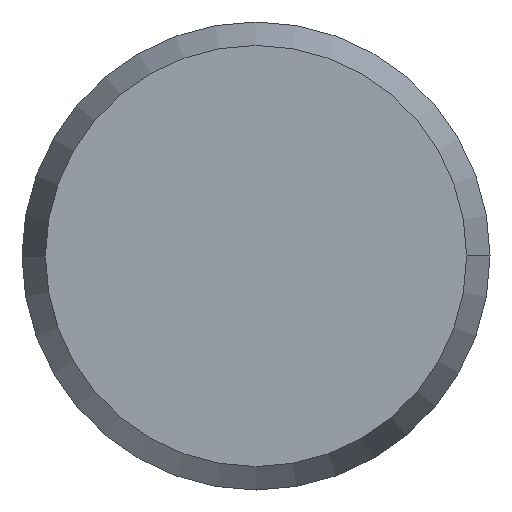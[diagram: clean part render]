
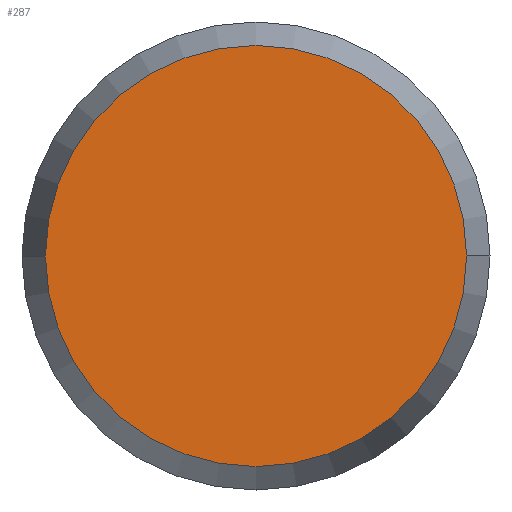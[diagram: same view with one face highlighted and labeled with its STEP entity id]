
A CAD part, front view. The second image highlights one B-rep face of the part: STEP entity #287.
In plain terms, the highlighted planar face has unit normal (0, -1, 0).
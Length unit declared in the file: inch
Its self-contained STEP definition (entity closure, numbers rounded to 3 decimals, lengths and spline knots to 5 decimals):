
#8 = AXIS2_PLACEMENT_3D ( 'NONE', #351, #215, #169 ) ;
#9 = CIRCLE ( 'NONE', #157, 0.1406 ) ;
#10 = EDGE_LOOP ( 'NONE', ( #137, #83 ) ) ;
#18 = VERTEX_POINT ( 'NONE', #163 ) ;
#26 = AXIS2_PLACEMENT_3D ( 'NONE', #30, #337, #296 ) ;
#30 = CARTESIAN_POINT ( 'NONE',  ( 0., 0., 0. ) ) ;
#35 = CIRCLE ( 'NONE', #8, 0.1406 ) ;
#55 = EDGE_CURVE ( 'NONE', #18, #126, #35, .T. ) ;
#83 = ORIENTED_EDGE ( 'NONE', *, *, #55, .T. ) ;
#95 = DIRECTION ( 'NONE',  ( 0., -1., 0. ) ) ;
#126 = VERTEX_POINT ( 'NONE', #230 ) ;
#137 = ORIENTED_EDGE ( 'NONE', *, *, #336, .T. ) ;
#156 = CARTESIAN_POINT ( 'NONE',  ( 0., 0., 0. ) ) ;
#157 = AXIS2_PLACEMENT_3D ( 'NONE', #156, #95, #195 ) ;
#163 = CARTESIAN_POINT ( 'NONE',  ( 0., 0., 0.1406 ) ) ;
#169 = DIRECTION ( 'NONE',  ( 0., 0., -1. ) ) ;
#195 = DIRECTION ( 'NONE',  ( 0., 0., -1. ) ) ;
#202 = FACE_OUTER_BOUND ( 'NONE', #10, .T. ) ;
#215 = DIRECTION ( 'NONE',  ( 0., -1., 0. ) ) ;
#230 = CARTESIAN_POINT ( 'NONE',  ( 0., 0., -0.1406 ) ) ;
#287 = ADVANCED_FACE ( 'NONE', ( #202 ), #330, .T. ) ;
#296 = DIRECTION ( 'NONE',  ( 0., 0., -1. ) ) ;
#330 = PLANE ( 'NONE',  #26 ) ;
#336 = EDGE_CURVE ( 'NONE', #126, #18, #9, .T. ) ;
#337 = DIRECTION ( 'NONE',  ( 0., -1., 0. ) ) ;
#351 = CARTESIAN_POINT ( 'NONE',  ( 0., 0., 0. ) ) ;
